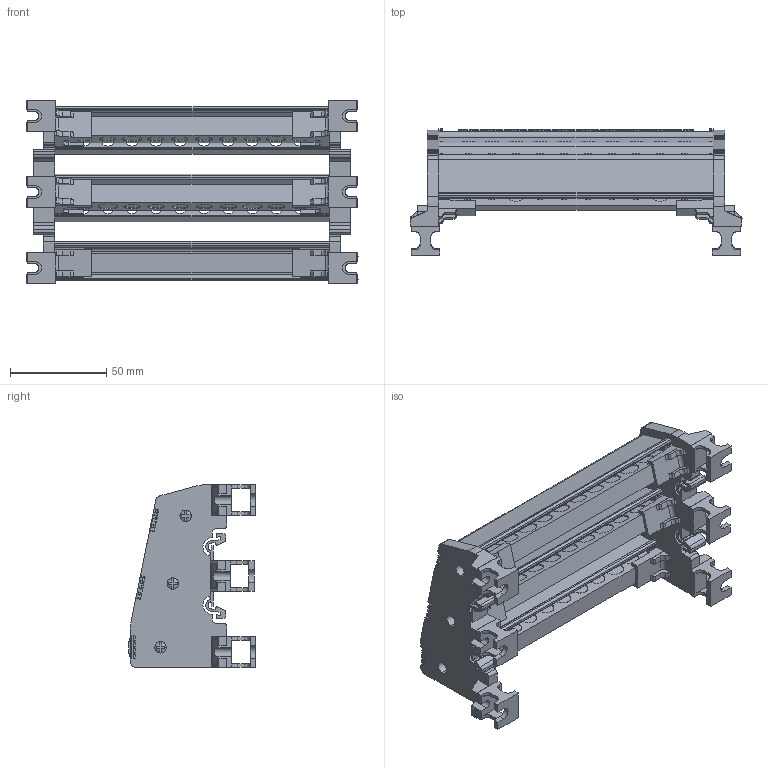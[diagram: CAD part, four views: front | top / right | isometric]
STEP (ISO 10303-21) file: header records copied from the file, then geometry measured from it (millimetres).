
FILE_DESCRIPTION (( 'STEP AP203' ), '1' );
FILE_NAME ('10x15 Üç Kutuplu Daðýtýcý Ünite - 10 Delikli (Yüksek Tip).STEP', '2020-05-12T09:15:16', ( '' ), ( '' ), 'SwSTEP 2.0', 'SolidWorks 2011', '' );
FILE_SCHEMA (( 'CONFIG_CONTROL_DESIGN' ));
Length unit declared in the file: millimetre
Products named in the file (1): 10x15 Üç Kutuplu Daðýtýcý Ünite - 10 Delikli (Yüksek Tip)
Bounding box: 172.5 x 65.93 x 95 mm (x, y, z)
Volume: 155066.1 mm3; surface area: 115545.1 mm2
Topology: 1 solids, 10 shells, 3374 faces, 9458 edges, 6167 vertices
Faces by surface type: plane 1774, cylinder 952, bspline 268, cone 209, torus 171
Entity records: 114869 total; most frequent: CARTESIAN_POINT 28239, ORIENTED_EDGE 18916, DIRECTION 17488, EDGE_CURVE 9458, VERTEX_POINT 6167, AXIS2_PLACEMENT_3D 5887, VECTOR 5714, LINE 5714
